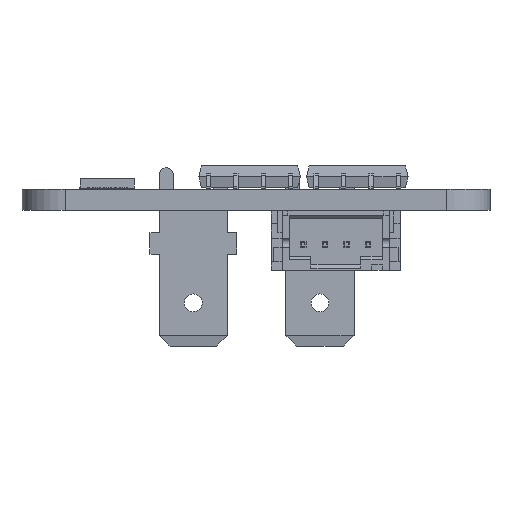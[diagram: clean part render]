
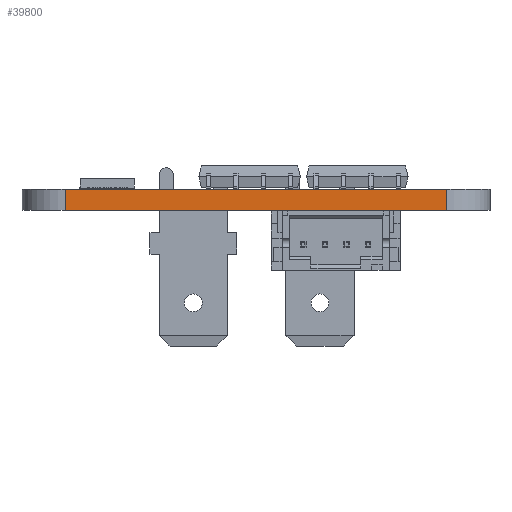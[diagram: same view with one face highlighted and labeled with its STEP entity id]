
A CAD part, front view. The second image highlights one B-rep face of the part: STEP entity #39800.
In plain terms, the highlighted planar face has unit normal (-0.007, -1, 0).
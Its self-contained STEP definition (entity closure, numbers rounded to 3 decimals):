
#34257 = CYLINDRICAL_SURFACE('',#34258,4.);
#34258 = AXIS2_PLACEMENT_3D('',#34259,#34260,#34261);
#34259 = CARTESIAN_POINT('',(75.,-122.922,0.));
#34260 = DIRECTION('',(-0.,-0.,-1.));
#34261 = DIRECTION('',(1.,0.,-0.));
#34285 = PLANE('',#34286);
#34286 = AXIS2_PLACEMENT_3D('',#34287,#34288,#34289);
#34287 = CARTESIAN_POINT('',(92.657,-105.023,1.96));
#34288 = DIRECTION('',(-0.,-0.,-1.));
#34289 = DIRECTION('',(-1.,0.,0.));
#34339 = PLANE('',#34340);
#34340 = AXIS2_PLACEMENT_3D('',#34341,#34342,#34343);
#34341 = CARTESIAN_POINT('',(92.657,-105.023,0.));
#34342 = DIRECTION('',(-0.,-0.,-1.));
#34343 = DIRECTION('',(-1.,0.,0.));
#34356 = VERTEX_POINT('',#34357);
#34357 = CARTESIAN_POINT('',(75.,-126.922,1.96));
#34383 = EDGE_CURVE('',#34384,#34356,#34386,.T.);
#34384 = VERTEX_POINT('',#34385);
#34385 = CARTESIAN_POINT('',(75.,-126.922,0.));
#34386 = SURFACE_CURVE('',#34387,(#34391,#34398),.PCURVE_S1.);
#34387 = LINE('',#34388,#34389);
#34388 = CARTESIAN_POINT('',(75.,-126.922,0.));
#34389 = VECTOR('',#34390,1.);
#34390 = DIRECTION('',(0.,0.,1.));
#34391 = PCURVE('',#34257,#34392);
#34392 = DEFINITIONAL_REPRESENTATION('',(#34393),#34397);
#34393 = LINE('',#34394,#34395);
#34394 = CARTESIAN_POINT('',(-4.712,0.));
#34395 = VECTOR('',#34396,1.);
#34396 = DIRECTION('',(-0.,-1.));
#34397 = ( GEOMETRIC_REPRESENTATION_CONTEXT(2) 
PARAMETRIC_REPRESENTATION_CONTEXT() REPRESENTATION_CONTEXT('2D SPACE',''
  ) );
#34398 = PCURVE('',#34399,#34404);
#34399 = PLANE('',#34400);
#34400 = AXIS2_PLACEMENT_3D('',#34401,#34402,#34403);
#34401 = CARTESIAN_POINT('',(110.25,-127.172,0.));
#34402 = DIRECTION('',(-0.007,-1.,0.));
#34403 = DIRECTION('',(-1.,0.007,0.));
#34404 = DEFINITIONAL_REPRESENTATION('',(#34405),#34409);
#34405 = LINE('',#34406,#34407);
#34406 = CARTESIAN_POINT('',(35.251,0.));
#34407 = VECTOR('',#34408,1.);
#34408 = DIRECTION('',(0.,-1.));
#34409 = ( GEOMETRIC_REPRESENTATION_CONTEXT(2) 
PARAMETRIC_REPRESENTATION_CONTEXT() REPRESENTATION_CONTEXT('2D SPACE',''
  ) );
#34613 = VERTEX_POINT('',#34614);
#34614 = CARTESIAN_POINT('',(110.25,-127.172,0.));
#34633 = CYLINDRICAL_SURFACE('',#34634,4.);
#34634 = AXIS2_PLACEMENT_3D('',#34635,#34636,#34637);
#34635 = CARTESIAN_POINT('',(110.25,-123.172,0.));
#34636 = DIRECTION('',(-0.,-0.,-1.));
#34637 = DIRECTION('',(1.,0.,-0.));
#34645 = EDGE_CURVE('',#34613,#34384,#34646,.T.);
#34646 = SURFACE_CURVE('',#34647,(#34651,#34658),.PCURVE_S1.);
#34647 = LINE('',#34648,#34649);
#34648 = CARTESIAN_POINT('',(110.25,-127.172,0.));
#34649 = VECTOR('',#34650,1.);
#34650 = DIRECTION('',(-1.,0.007,0.));
#34651 = PCURVE('',#34339,#34652);
#34652 = DEFINITIONAL_REPRESENTATION('',(#34653),#34657);
#34653 = LINE('',#34654,#34655);
#34654 = CARTESIAN_POINT('',(-17.593,-22.148));
#34655 = VECTOR('',#34656,1.);
#34656 = DIRECTION('',(1.,0.007));
#34657 = ( GEOMETRIC_REPRESENTATION_CONTEXT(2) 
PARAMETRIC_REPRESENTATION_CONTEXT() REPRESENTATION_CONTEXT('2D SPACE',''
  ) );
#34658 = PCURVE('',#34399,#34659);
#34659 = DEFINITIONAL_REPRESENTATION('',(#34660),#34664);
#34660 = LINE('',#34661,#34662);
#34661 = CARTESIAN_POINT('',(0.,0.));
#34662 = VECTOR('',#34663,1.);
#34663 = DIRECTION('',(1.,0.));
#34664 = ( GEOMETRIC_REPRESENTATION_CONTEXT(2) 
PARAMETRIC_REPRESENTATION_CONTEXT() REPRESENTATION_CONTEXT('2D SPACE',''
  ) );
#37442 = VERTEX_POINT('',#37443);
#37443 = CARTESIAN_POINT('',(110.25,-127.172,1.96));
#37469 = EDGE_CURVE('',#37442,#34356,#37470,.T.);
#37470 = SURFACE_CURVE('',#37471,(#37475,#37482),.PCURVE_S1.);
#37471 = LINE('',#37472,#37473);
#37472 = CARTESIAN_POINT('',(110.25,-127.172,1.96));
#37473 = VECTOR('',#37474,1.);
#37474 = DIRECTION('',(-1.,0.007,0.));
#37475 = PCURVE('',#34285,#37476);
#37476 = DEFINITIONAL_REPRESENTATION('',(#37477),#37481);
#37477 = LINE('',#37478,#37479);
#37478 = CARTESIAN_POINT('',(-17.593,-22.148));
#37479 = VECTOR('',#37480,1.);
#37480 = DIRECTION('',(1.,0.007));
#37481 = ( GEOMETRIC_REPRESENTATION_CONTEXT(2) 
PARAMETRIC_REPRESENTATION_CONTEXT() REPRESENTATION_CONTEXT('2D SPACE',''
  ) );
#37482 = PCURVE('',#34399,#37483);
#37483 = DEFINITIONAL_REPRESENTATION('',(#37484),#37488);
#37484 = LINE('',#37485,#37486);
#37485 = CARTESIAN_POINT('',(0.,-1.96));
#37486 = VECTOR('',#37487,1.);
#37487 = DIRECTION('',(1.,0.));
#37488 = ( GEOMETRIC_REPRESENTATION_CONTEXT(2) 
PARAMETRIC_REPRESENTATION_CONTEXT() REPRESENTATION_CONTEXT('2D SPACE',''
  ) );
#39800 = ADVANCED_FACE('',(#39801),#34399,.T.);
#39801 = FACE_BOUND('',#39802,.T.);
#39802 = EDGE_LOOP('',(#39803,#39824,#39825,#39826));
#39803 = ORIENTED_EDGE('',*,*,#39804,.T.);
#39804 = EDGE_CURVE('',#34613,#37442,#39805,.T.);
#39805 = SURFACE_CURVE('',#39806,(#39810,#39817),.PCURVE_S1.);
#39806 = LINE('',#39807,#39808);
#39807 = CARTESIAN_POINT('',(110.25,-127.172,0.));
#39808 = VECTOR('',#39809,1.);
#39809 = DIRECTION('',(0.,0.,1.));
#39810 = PCURVE('',#34399,#39811);
#39811 = DEFINITIONAL_REPRESENTATION('',(#39812),#39816);
#39812 = LINE('',#39813,#39814);
#39813 = CARTESIAN_POINT('',(0.,0.));
#39814 = VECTOR('',#39815,1.);
#39815 = DIRECTION('',(0.,-1.));
#39816 = ( GEOMETRIC_REPRESENTATION_CONTEXT(2) 
PARAMETRIC_REPRESENTATION_CONTEXT() REPRESENTATION_CONTEXT('2D SPACE',''
  ) );
#39817 = PCURVE('',#34633,#39818);
#39818 = DEFINITIONAL_REPRESENTATION('',(#39819),#39823);
#39819 = LINE('',#39820,#39821);
#39820 = CARTESIAN_POINT('',(-4.712,0.));
#39821 = VECTOR('',#39822,1.);
#39822 = DIRECTION('',(-0.,-1.));
#39823 = ( GEOMETRIC_REPRESENTATION_CONTEXT(2) 
PARAMETRIC_REPRESENTATION_CONTEXT() REPRESENTATION_CONTEXT('2D SPACE',''
  ) );
#39824 = ORIENTED_EDGE('',*,*,#37469,.T.);
#39825 = ORIENTED_EDGE('',*,*,#34383,.F.);
#39826 = ORIENTED_EDGE('',*,*,#34645,.F.);
